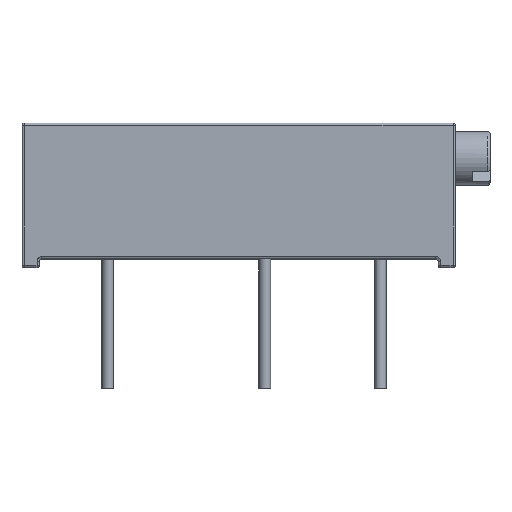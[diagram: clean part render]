
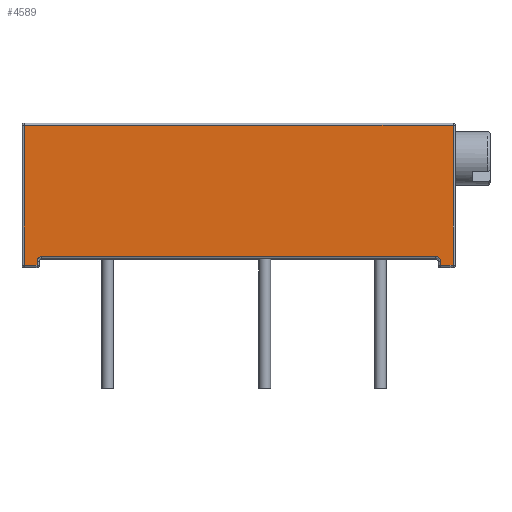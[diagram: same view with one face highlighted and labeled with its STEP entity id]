
A CAD part, top view. The second image highlights one B-rep face of the part: STEP entity #4589.
In plain terms, the highlighted planar face has unit normal (0, 0, 1).
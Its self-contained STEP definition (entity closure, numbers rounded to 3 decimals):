
#544=LINE('',#8209,#979);
#548=LINE('',#8243,#983);
#552=LINE('',#8256,#987);
#554=LINE('',#8279,#989);
#558=LINE('',#8303,#993);
#561=LINE('',#8308,#996);
#566=LINE('',#8317,#1001);
#580=LINE('',#8338,#1015);
#979=VECTOR('',#5571,17.33);
#983=VECTOR('',#5611,0.18);
#987=VECTOR('',#5627,0.56);
#989=VECTOR('',#5655,0.56);
#993=VECTOR('',#5687,6.15);
#996=VECTOR('',#5694,18.85);
#1001=VECTOR('',#5707,6.15);
#1015=VECTOR('',#5735,0.18);
#1151=PLANE('',#4836);
#1407=FACE_OUTER_BOUND('',#1685,.T.);
#1685=EDGE_LOOP('',(#4266,#4267,#4268,#4269,#4270,#4271,#4272,#4273,#4274,
#4275));
#1709=CIRCLE('',#4746,0.2);
#1720=CIRCLE('',#4760,0.2);
#2294=VERTEX_POINT('',#8175);
#2295=VERTEX_POINT('',#8176);
#2305=VERTEX_POINT('',#8200);
#2306=VERTEX_POINT('',#8201);
#2309=VERTEX_POINT('',#8215);
#2318=VERTEX_POINT('',#8236);
#2323=VERTEX_POINT('',#8252);
#2329=VERTEX_POINT('',#8272);
#2332=VERTEX_POINT('',#8285);
#2336=VERTEX_POINT('',#8297);
#2902=EDGE_CURVE('',#2294,#2295,#1709,.T.);
#2913=EDGE_CURVE('',#2305,#2306,#1720,.T.);
#2917=EDGE_CURVE('',#2306,#2294,#544,.T.);
#2933=EDGE_CURVE('',#2318,#2305,#548,.T.);
#2940=EDGE_CURVE('',#2309,#2323,#552,.T.);
#2951=EDGE_CURVE('',#2329,#2318,#554,.T.);
#2964=EDGE_CURVE('',#2336,#2329,#558,.T.);
#2967=EDGE_CURVE('',#2332,#2336,#561,.T.);
#2972=EDGE_CURVE('',#2323,#2332,#566,.T.);
#2986=EDGE_CURVE('',#2295,#2309,#580,.T.);
#4266=ORIENTED_EDGE('',*,*,#2940,.F.);
#4267=ORIENTED_EDGE('',*,*,#2986,.F.);
#4268=ORIENTED_EDGE('',*,*,#2902,.F.);
#4269=ORIENTED_EDGE('',*,*,#2917,.F.);
#4270=ORIENTED_EDGE('',*,*,#2913,.F.);
#4271=ORIENTED_EDGE('',*,*,#2933,.F.);
#4272=ORIENTED_EDGE('',*,*,#2951,.F.);
#4273=ORIENTED_EDGE('',*,*,#2964,.F.);
#4274=ORIENTED_EDGE('',*,*,#2967,.F.);
#4275=ORIENTED_EDGE('',*,*,#2972,.F.);
#4589=ADVANCED_FACE('',(#1407),#1151,.T.);
#4746=AXIS2_PLACEMENT_3D('',#8177,#5533,#5534);
#4760=AXIS2_PLACEMENT_3D('',#8202,#5561,#5562);
#4836=AXIS2_PLACEMENT_3D('',#8353,#5757,#5758);
#5533=DIRECTION('center_axis',(0.,0.,1.));
#5534=DIRECTION('ref_axis',(-0.707,0.707,0.));
#5561=DIRECTION('center_axis',(0.,0.,1.));
#5562=DIRECTION('ref_axis',(0.707,0.707,0.));
#5571=DIRECTION('',(-1.,0.,0.));
#5611=DIRECTION('',(0.,1.,0.));
#5627=DIRECTION('',(-1.,0.,0.));
#5655=DIRECTION('',(-1.,0.,0.));
#5687=DIRECTION('',(0.,-1.,0.));
#5694=DIRECTION('',(1.,0.,0.));
#5707=DIRECTION('',(0.,1.,0.));
#5735=DIRECTION('',(0.,-1.,0.));
#5757=DIRECTION('center_axis',(0.,0.,1.));
#5758=DIRECTION('ref_axis',(1.,0.,0.));
#8175=CARTESIAN_POINT('',(0.86,0.48,0.));
#8176=CARTESIAN_POINT('',(0.66,0.28,0.));
#8177=CARTESIAN_POINT('Origin',(0.86,0.28,0.));
#8200=CARTESIAN_POINT('',(18.39,0.28,0.));
#8201=CARTESIAN_POINT('',(18.19,0.48,0.));
#8202=CARTESIAN_POINT('Origin',(18.19,0.28,0.));
#8209=CARTESIAN_POINT('',(13.908,0.48,0.));
#8215=CARTESIAN_POINT('',(0.66,0.1,0.));
#8236=CARTESIAN_POINT('',(18.39,0.1,0.));
#8243=CARTESIAN_POINT('',(18.39,1.63,0.));
#8252=CARTESIAN_POINT('',(0.1,0.1,0.));
#8256=CARTESIAN_POINT('',(5.143,0.1,0.));
#8272=CARTESIAN_POINT('',(18.95,0.1,0.));
#8279=CARTESIAN_POINT('',(14.288,0.1,0.));
#8285=CARTESIAN_POINT('',(0.1,6.25,0.));
#8297=CARTESIAN_POINT('',(18.95,6.25,0.));
#8303=CARTESIAN_POINT('',(18.95,4.805,0.));
#8308=CARTESIAN_POINT('',(4.763,6.25,0.));
#8317=CARTESIAN_POINT('',(0.1,1.63,0.));
#8338=CARTESIAN_POINT('',(0.66,1.82,0.));
#8353=CARTESIAN_POINT('Origin',(9.525,3.26,0.));
